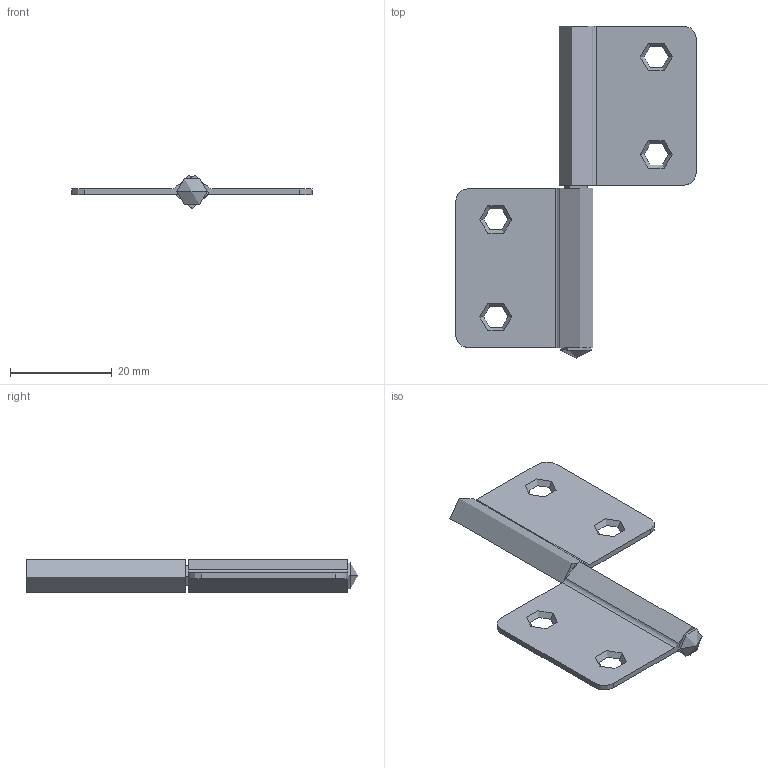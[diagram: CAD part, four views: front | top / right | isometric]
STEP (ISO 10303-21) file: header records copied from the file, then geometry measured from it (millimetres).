
FILE_DESCRIPTION(/* description */ (''),/* implementation_level */ '2;1');
FILE_NAME(/* name */ 'JL020',/* time_stamp */ '2024-09-02T16:08:08+08:00',/* author */ (''),/* organization */ (''),/* preprocessor_version */ 'ST-DEVELOPER v19.2',/* originating_system */ 'Rhino 8.5',/* authorisation */ '');
FILE_SCHEMA (('CONFIG_CONTROL_DESIGN'));
Length unit declared in the file: millimetre
Products named in the file (1): Document
Bounding box: 47.42 x 65.4 x 6.61 mm (x, y, z)
Volume: 3460.6 mm3; surface area: 5910.5 mm2
Topology: 3 solids, 3 shells, 44 faces, 125 edges, 87 vertices
Faces by surface type: cylinder 18, plane 16, bspline 10
Entity records: 1780 total; most frequent: CARTESIAN_POINT 692, ORIENTED_EDGE 220, DIRECTION 161, EDGE_CURVE 110, AXIS2_PLACEMENT_3D 97, VERTEX_POINT 73, CIRCLE 60, EDGE_LOOP 53
